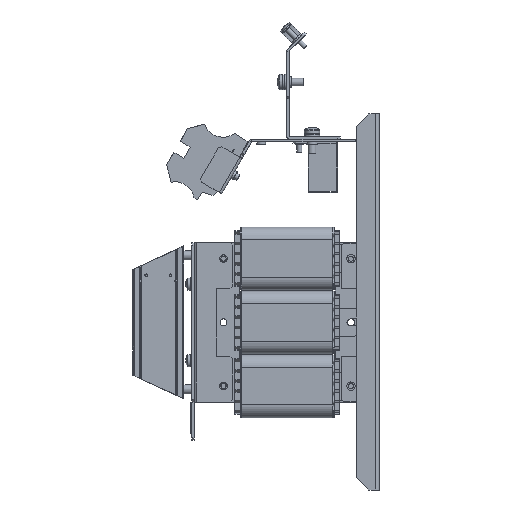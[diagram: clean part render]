
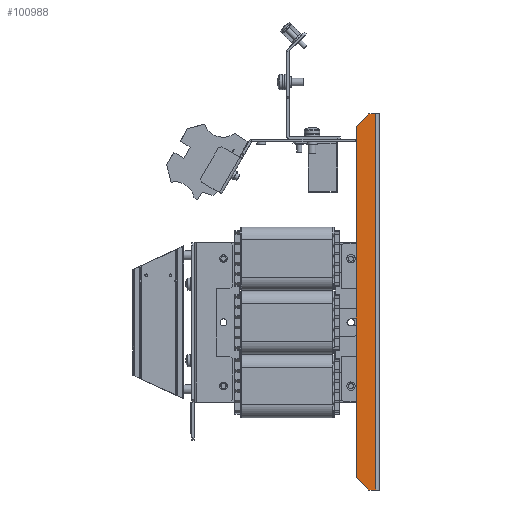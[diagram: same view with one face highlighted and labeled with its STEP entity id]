
A CAD part, left-side view. The second image highlights one B-rep face of the part: STEP entity #100988.
In plain terms, the highlighted face is planar.
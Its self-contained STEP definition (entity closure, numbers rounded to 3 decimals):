
#5263 = CARTESIAN_POINT ( 'NONE',  ( 137.5, 15.5, 57.5 ) ) ;
#5968 = VERTEX_POINT ( 'NONE', #31866 ) ;
#7032 = VERTEX_POINT ( 'NONE', #80402 ) ;
#8585 = EDGE_CURVE ( 'NONE', #105957, #7032, #91186, .T. ) ;
#9485 = CARTESIAN_POINT ( 'NONE',  ( -147.5, 5.5, 57.5 ) ) ;
#11446 = EDGE_CURVE ( 'NONE', #57760, #105957, #21454, .T. ) ;
#15326 = VECTOR ( 'NONE', #81463, 1000. ) ;
#17279 = VECTOR ( 'NONE', #25669, 1000. ) ;
#18244 = DIRECTION ( 'NONE',  ( 1., 0., 0. ) ) ;
#21454 = LINE ( 'NONE', #9485, #94577 ) ;
#25669 = DIRECTION ( 'NONE',  ( 0.707, -0.707, 0. ) ) ;
#31866 = CARTESIAN_POINT ( 'NONE',  ( 147.5, 5.5, 57.5 ) ) ;
#33226 = CARTESIAN_POINT ( 'NONE',  ( 147.5, 0.1, 57.5 ) ) ;
#45346 = EDGE_LOOP ( 'NONE', ( #59429, #69310, #71774, #121023, #80831, #97910 ) ) ;
#45552 = VECTOR ( 'NONE', #68758, 1000. ) ;
#48951 = CARTESIAN_POINT ( 'NONE',  ( 147.5, 5.5, 57.5 ) ) ;
#50969 = DIRECTION ( 'NONE',  ( 0., 0., -1. ) ) ;
#52239 = EDGE_CURVE ( 'NONE', #7032, #5968, #67998, .T. ) ;
#52683 = CARTESIAN_POINT ( 'NONE',  ( -147.5, -116.7, 57.5 ) ) ;
#53037 = LINE ( 'NONE', #48951, #103749 ) ;
#57760 = VERTEX_POINT ( 'NONE', #106338 ) ;
#58699 = EDGE_CURVE ( 'NONE', #80976, #57760, #72053, .T. ) ;
#59429 = ORIENTED_EDGE ( 'NONE', *, *, #58699, .F. ) ;
#61405 = FACE_OUTER_BOUND ( 'NONE', #45346, .T. ) ;
#67998 = LINE ( 'NONE', #5263, #17279 ) ;
#68758 = DIRECTION ( 'NONE',  ( 1., 0., 0. ) ) ;
#69310 = ORIENTED_EDGE ( 'NONE', *, *, #112647, .T. ) ;
#70911 = LINE ( 'NONE', #116263, #45552 ) ;
#71129 = CARTESIAN_POINT ( 'NONE',  ( -147.5, 0.1, 57.5 ) ) ;
#71774 = ORIENTED_EDGE ( 'NONE', *, *, #91900, .F. ) ;
#72053 = LINE ( 'NONE', #52683, #15326 ) ;
#76234 = DIRECTION ( 'NONE',  ( 0.707, 0.707, 0. ) ) ;
#80402 = CARTESIAN_POINT ( 'NONE',  ( 137.5, 15.5, 57.5 ) ) ;
#80831 = ORIENTED_EDGE ( 'NONE', *, *, #8585, .F. ) ;
#80976 = VERTEX_POINT ( 'NONE', #71129 ) ;
#81463 = DIRECTION ( 'NONE',  ( 0., 1., 0. ) ) ;
#84980 = CARTESIAN_POINT ( 'NONE',  ( -137.5, 15.5, 57.5 ) ) ;
#88941 = CARTESIAN_POINT ( 'NONE',  ( 137.5, -13.1, 57.5 ) ) ;
#91186 = LINE ( 'NONE', #84980, #116569 ) ;
#91900 = EDGE_CURVE ( 'NONE', #5968, #106873, #53037, .T. ) ;
#94577 = VECTOR ( 'NONE', #76234, 1000. ) ;
#97910 = ORIENTED_EDGE ( 'NONE', *, *, #11446, .F. ) ;
#100988 = ADVANCED_FACE ( 'NONE', ( #61405 ), #108076, .F. ) ;
#103749 = VECTOR ( 'NONE', #115624, 1000. ) ;
#105957 = VERTEX_POINT ( 'NONE', #120132 ) ;
#106338 = CARTESIAN_POINT ( 'NONE',  ( -147.5, 5.5, 57.5 ) ) ;
#106873 = VERTEX_POINT ( 'NONE', #33226 ) ;
#108076 = PLANE ( 'NONE',  #109601 ) ;
#109601 = AXIS2_PLACEMENT_3D ( 'NONE', #88941, #50969, #117645 ) ;
#112647 = EDGE_CURVE ( 'NONE', #80976, #106873, #70911, .T. ) ;
#115624 = DIRECTION ( 'NONE',  ( 0., -1., 0. ) ) ;
#116263 = CARTESIAN_POINT ( 'NONE',  ( 137.5, 0.1, 57.5 ) ) ;
#116569 = VECTOR ( 'NONE', #18244, 1000. ) ;
#117645 = DIRECTION ( 'NONE',  ( 0., 1., 0. ) ) ;
#120132 = CARTESIAN_POINT ( 'NONE',  ( -137.5, 15.5, 57.5 ) ) ;
#121023 = ORIENTED_EDGE ( 'NONE', *, *, #52239, .F. ) ;
